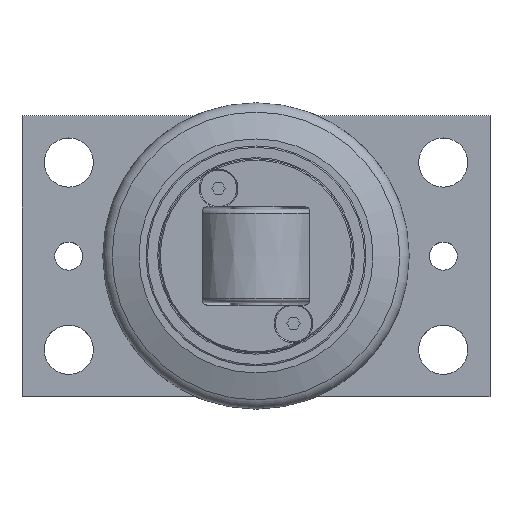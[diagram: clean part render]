
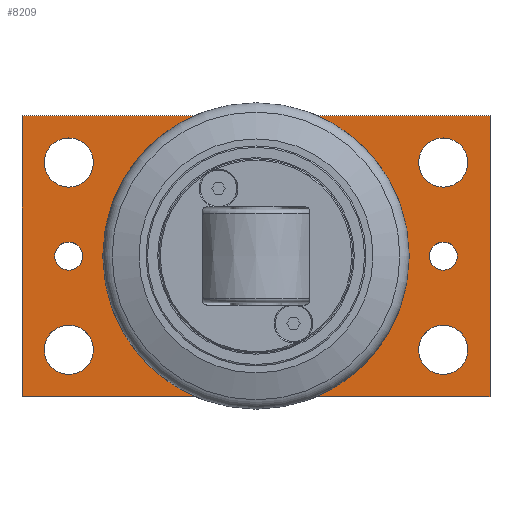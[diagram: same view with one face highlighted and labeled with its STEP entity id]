
A CAD part, top view. The second image highlights one B-rep face of the part: STEP entity #8209.
In plain terms, the highlighted planar face has unit normal (0, 0, 1).
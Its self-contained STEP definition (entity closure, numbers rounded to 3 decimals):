
#66=FACE_BOUND('',#1308,.T.);
#67=FACE_BOUND('',#1309,.T.);
#68=FACE_BOUND('',#1310,.T.);
#69=FACE_BOUND('',#1311,.T.);
#70=FACE_BOUND('',#1312,.T.);
#71=FACE_BOUND('',#1313,.T.);
#72=FACE_BOUND('',#1314,.T.);
#73=FACE_BOUND('',#1315,.T.);
#74=FACE_BOUND('',#1316,.T.);
#75=FACE_BOUND('',#1317,.T.);
#76=FACE_BOUND('',#1318,.T.);
#333=PLANE('',#9557);
#819=FACE_OUTER_BOUND('',#1307,.T.);
#1307=EDGE_LOOP('',(#7569,#7570,#7571,#7572));
#1308=EDGE_LOOP('',(#7573));
#1309=EDGE_LOOP('',(#7574,#7575));
#1310=EDGE_LOOP('',(#7576,#7577));
#1311=EDGE_LOOP('',(#7578,#7579));
#1312=EDGE_LOOP('',(#7580,#7581));
#1313=EDGE_LOOP('',(#7582));
#1314=EDGE_LOOP('',(#7583));
#1315=EDGE_LOOP('',(#7584));
#1316=EDGE_LOOP('',(#7585));
#1317=EDGE_LOOP('',(#7586));
#1318=EDGE_LOOP('',(#7587));
#2162=CIRCLE('',#9485,20.5);
#2177=CIRCLE('',#9518,4.188);
#2178=CIRCLE('',#9519,4.188);
#2180=CIRCLE('',#9522,4.188);
#2181=CIRCLE('',#9523,4.188);
#2183=CIRCLE('',#9526,4.188);
#2184=CIRCLE('',#9527,4.188);
#2186=CIRCLE('',#9530,4.188);
#2187=CIRCLE('',#9531,4.188);
#2189=CIRCLE('',#9534,5.25);
#2191=CIRCLE('',#9537,5.25);
#2193=CIRCLE('',#9540,5.25);
#2195=CIRCLE('',#9543,5.25);
#2197=CIRCLE('',#9546,3.);
#2199=CIRCLE('',#9549,3.);
#2572=LINE('',#15421,#2955);
#2576=LINE('',#15429,#2959);
#2579=LINE('',#15435,#2962);
#2582=LINE('',#15440,#2965);
#2955=VECTOR('',#12573,10.);
#2959=VECTOR('',#12579,10.);
#2962=VECTOR('',#12584,10.);
#2965=VECTOR('',#12589,10.);
#3643=VERTEX_POINT('',#15248);
#3660=VERTEX_POINT('',#15351);
#3661=VERTEX_POINT('',#15352);
#3663=VERTEX_POINT('',#15359);
#3664=VERTEX_POINT('',#15360);
#3666=VERTEX_POINT('',#15367);
#3667=VERTEX_POINT('',#15368);
#3669=VERTEX_POINT('',#15375);
#3670=VERTEX_POINT('',#15376);
#3672=VERTEX_POINT('',#15383);
#3674=VERTEX_POINT('',#15389);
#3676=VERTEX_POINT('',#15395);
#3678=VERTEX_POINT('',#15401);
#3680=VERTEX_POINT('',#15407);
#3682=VERTEX_POINT('',#15413);
#3684=VERTEX_POINT('',#15419);
#3685=VERTEX_POINT('',#15420);
#3688=VERTEX_POINT('',#15428);
#3690=VERTEX_POINT('',#15434);
#4916=EDGE_CURVE('',#3643,#3643,#2162,.T.);
#4945=EDGE_CURVE('',#3660,#3661,#2177,.T.);
#4946=EDGE_CURVE('',#3661,#3660,#2178,.T.);
#4949=EDGE_CURVE('',#3663,#3664,#2180,.T.);
#4950=EDGE_CURVE('',#3664,#3663,#2181,.T.);
#4953=EDGE_CURVE('',#3666,#3667,#2183,.T.);
#4954=EDGE_CURVE('',#3667,#3666,#2184,.T.);
#4957=EDGE_CURVE('',#3669,#3670,#2186,.T.);
#4958=EDGE_CURVE('',#3670,#3669,#2187,.T.);
#4961=EDGE_CURVE('',#3672,#3672,#2189,.T.);
#4964=EDGE_CURVE('',#3674,#3674,#2191,.T.);
#4967=EDGE_CURVE('',#3676,#3676,#2193,.T.);
#4970=EDGE_CURVE('',#3678,#3678,#2195,.T.);
#4973=EDGE_CURVE('',#3680,#3680,#2197,.T.);
#4976=EDGE_CURVE('',#3682,#3682,#2199,.T.);
#4979=EDGE_CURVE('',#3684,#3685,#2572,.T.);
#4983=EDGE_CURVE('',#3685,#3688,#2576,.T.);
#4986=EDGE_CURVE('',#3688,#3690,#2579,.T.);
#4989=EDGE_CURVE('',#3690,#3684,#2582,.T.);
#7569=ORIENTED_EDGE('',*,*,#4979,.F.);
#7570=ORIENTED_EDGE('',*,*,#4989,.F.);
#7571=ORIENTED_EDGE('',*,*,#4986,.F.);
#7572=ORIENTED_EDGE('',*,*,#4983,.F.);
#7573=ORIENTED_EDGE('',*,*,#4916,.T.);
#7574=ORIENTED_EDGE('',*,*,#4945,.T.);
#7575=ORIENTED_EDGE('',*,*,#4946,.T.);
#7576=ORIENTED_EDGE('',*,*,#4949,.T.);
#7577=ORIENTED_EDGE('',*,*,#4950,.T.);
#7578=ORIENTED_EDGE('',*,*,#4953,.T.);
#7579=ORIENTED_EDGE('',*,*,#4954,.T.);
#7580=ORIENTED_EDGE('',*,*,#4957,.T.);
#7581=ORIENTED_EDGE('',*,*,#4958,.T.);
#7582=ORIENTED_EDGE('',*,*,#4961,.T.);
#7583=ORIENTED_EDGE('',*,*,#4964,.T.);
#7584=ORIENTED_EDGE('',*,*,#4967,.T.);
#7585=ORIENTED_EDGE('',*,*,#4970,.T.);
#7586=ORIENTED_EDGE('',*,*,#4973,.T.);
#7587=ORIENTED_EDGE('',*,*,#4976,.T.);
#8209=ADVANCED_FACE('',(#819,#66,#67,#68,#69,#70,#71,#72,#73,#74,#75,#76),
#333,.T.);
#9485=AXIS2_PLACEMENT_3D('',#15250,#12417,#12418);
#9518=AXIS2_PLACEMENT_3D('',#15353,#12495,#12496);
#9519=AXIS2_PLACEMENT_3D('',#15354,#12497,#12498);
#9522=AXIS2_PLACEMENT_3D('',#15361,#12504,#12505);
#9523=AXIS2_PLACEMENT_3D('',#15362,#12506,#12507);
#9526=AXIS2_PLACEMENT_3D('',#15369,#12513,#12514);
#9527=AXIS2_PLACEMENT_3D('',#15370,#12515,#12516);
#9530=AXIS2_PLACEMENT_3D('',#15377,#12522,#12523);
#9531=AXIS2_PLACEMENT_3D('',#15378,#12524,#12525);
#9534=AXIS2_PLACEMENT_3D('',#15384,#12531,#12532);
#9537=AXIS2_PLACEMENT_3D('',#15390,#12538,#12539);
#9540=AXIS2_PLACEMENT_3D('',#15396,#12545,#12546);
#9543=AXIS2_PLACEMENT_3D('',#15402,#12552,#12553);
#9546=AXIS2_PLACEMENT_3D('',#15408,#12559,#12560);
#9549=AXIS2_PLACEMENT_3D('',#15414,#12566,#12567);
#9557=AXIS2_PLACEMENT_3D('',#15445,#12595,#12596);
#12417=DIRECTION('center_axis',(0.,0.,-1.));
#12418=DIRECTION('ref_axis',(0.,-1.,0.));
#12495=DIRECTION('center_axis',(0.,0.,-1.));
#12496=DIRECTION('ref_axis',(1.,0.,0.));
#12497=DIRECTION('center_axis',(0.,0.,-1.));
#12498=DIRECTION('ref_axis',(1.,0.,0.));
#12504=DIRECTION('center_axis',(0.,0.,-1.));
#12505=DIRECTION('ref_axis',(1.,0.,0.));
#12506=DIRECTION('center_axis',(0.,0.,-1.));
#12507=DIRECTION('ref_axis',(1.,0.,0.));
#12513=DIRECTION('center_axis',(0.,0.,-1.));
#12514=DIRECTION('ref_axis',(1.,0.,0.));
#12515=DIRECTION('center_axis',(0.,0.,-1.));
#12516=DIRECTION('ref_axis',(1.,0.,0.));
#12522=DIRECTION('center_axis',(0.,0.,-1.));
#12523=DIRECTION('ref_axis',(1.,0.,0.));
#12524=DIRECTION('center_axis',(0.,0.,-1.));
#12525=DIRECTION('ref_axis',(1.,0.,0.));
#12531=DIRECTION('center_axis',(0.,0.,-1.));
#12532=DIRECTION('ref_axis',(-1.,0.,0.));
#12538=DIRECTION('center_axis',(0.,0.,-1.));
#12539=DIRECTION('ref_axis',(-1.,0.,0.));
#12545=DIRECTION('center_axis',(0.,0.,-1.));
#12546=DIRECTION('ref_axis',(-1.,0.,0.));
#12552=DIRECTION('center_axis',(0.,0.,-1.));
#12553=DIRECTION('ref_axis',(-1.,0.,0.));
#12559=DIRECTION('center_axis',(0.,0.,-1.));
#12560=DIRECTION('ref_axis',(-1.,0.,0.));
#12566=DIRECTION('center_axis',(0.,0.,-1.));
#12567=DIRECTION('ref_axis',(-1.,0.,0.));
#12573=DIRECTION('',(0.,1.,0.));
#12579=DIRECTION('',(1.,0.,0.));
#12584=DIRECTION('',(0.,-1.,0.));
#12589=DIRECTION('',(-1.,0.,0.));
#12595=DIRECTION('center_axis',(0.,0.,1.));
#12596=DIRECTION('ref_axis',(1.,0.,0.));
#15248=CARTESIAN_POINT('',(50.,50.5,10.));
#15250=CARTESIAN_POINT('Origin',(50.,30.,10.));
#15351=CARTESIAN_POINT('',(34.188,10.,10.));
#15352=CARTESIAN_POINT('',(25.812,10.,10.));
#15353=CARTESIAN_POINT('Origin',(30.,10.,10.));
#15354=CARTESIAN_POINT('Origin',(30.,10.,10.));
#15359=CARTESIAN_POINT('',(74.188,10.,10.));
#15360=CARTESIAN_POINT('',(65.812,10.,10.));
#15361=CARTESIAN_POINT('Origin',(70.,10.,10.));
#15362=CARTESIAN_POINT('Origin',(70.,10.,10.));
#15367=CARTESIAN_POINT('',(74.188,50.,10.));
#15368=CARTESIAN_POINT('',(65.812,50.,10.));
#15369=CARTESIAN_POINT('Origin',(70.,50.,10.));
#15370=CARTESIAN_POINT('Origin',(70.,50.,10.));
#15375=CARTESIAN_POINT('',(34.188,50.,10.));
#15376=CARTESIAN_POINT('',(25.812,50.,10.));
#15377=CARTESIAN_POINT('Origin',(30.,50.,10.));
#15378=CARTESIAN_POINT('Origin',(30.,50.,10.));
#15383=CARTESIAN_POINT('',(95.25,50.,10.));
#15384=CARTESIAN_POINT('Origin',(90.,50.,10.));
#15389=CARTESIAN_POINT('',(15.25,10.,10.));
#15390=CARTESIAN_POINT('Origin',(10.,10.,10.));
#15395=CARTESIAN_POINT('',(15.25,50.,10.));
#15396=CARTESIAN_POINT('Origin',(10.,50.,10.));
#15401=CARTESIAN_POINT('',(95.25,10.,10.));
#15402=CARTESIAN_POINT('Origin',(90.,10.,10.));
#15407=CARTESIAN_POINT('',(93.,30.,10.));
#15408=CARTESIAN_POINT('Origin',(90.,30.,10.));
#15413=CARTESIAN_POINT('',(13.,30.,10.));
#15414=CARTESIAN_POINT('Origin',(10.,30.,10.));
#15419=CARTESIAN_POINT('',(0.,0.,10.));
#15420=CARTESIAN_POINT('',(0.,60.,10.));
#15421=CARTESIAN_POINT('',(0.,60.,10.));
#15428=CARTESIAN_POINT('',(100.,60.,10.));
#15429=CARTESIAN_POINT('',(100.,60.,10.));
#15434=CARTESIAN_POINT('',(100.,0.,10.));
#15435=CARTESIAN_POINT('',(100.,0.,10.));
#15440=CARTESIAN_POINT('',(0.,0.,10.));
#15445=CARTESIAN_POINT('Origin',(50.,30.,10.));
